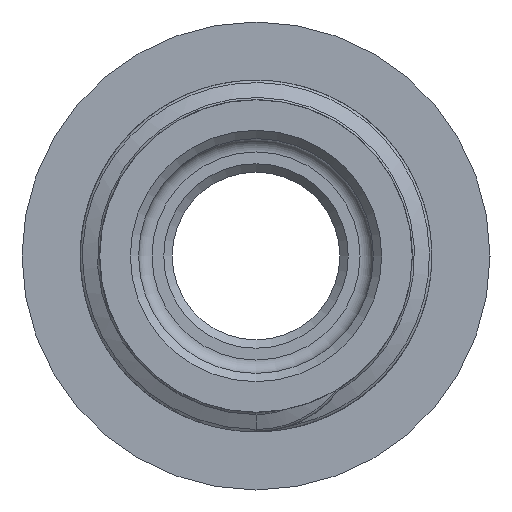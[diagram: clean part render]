
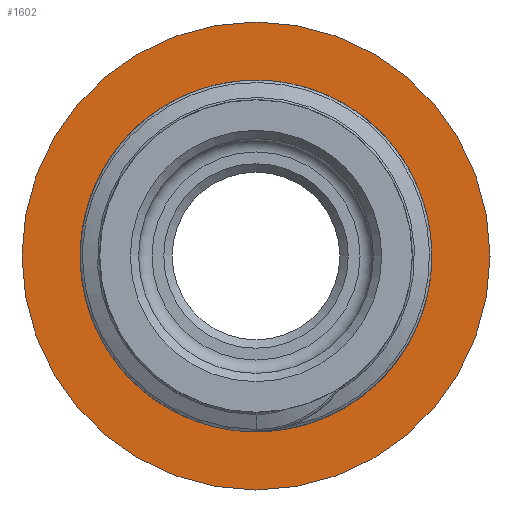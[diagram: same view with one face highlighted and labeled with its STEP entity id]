
A CAD part, front view. The second image highlights one B-rep face of the part: STEP entity #1602.
In plain terms, the highlighted planar face has unit normal (0, -1, 0).
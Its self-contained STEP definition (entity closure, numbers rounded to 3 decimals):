
#1490=CIRCLE('',#11290,10.491);
#1509=CIRCLE('',#11322,13.992);
#1602=ADVANCED_FACE('',(#2541,#2542),#2114,.F.);
#2114=PLANE('',#11324);
#2541=FACE_BOUND('',#2665,.T.);
#2542=FACE_BOUND('',#2666,.T.);
#2665=EDGE_LOOP('',(#4139));
#2666=EDGE_LOOP('',(#4140));
#4139=ORIENTED_EDGE('',*,*,#7929,.F.);
#4140=ORIENTED_EDGE('',*,*,#8078,.F.);
#6925=VERTEX_POINT('',#15158);
#7056=VERTEX_POINT('',#19060);
#7929=EDGE_CURVE('',#6925,#6925,#1490,.T.);
#8078=EDGE_CURVE('',#7056,#7056,#1509,.T.);
#11290=AXIS2_PLACEMENT_3D('',#15157,#12179,#12180);
#11322=AXIS2_PLACEMENT_3D('',#19059,#12303,#12304);
#11324=AXIS2_PLACEMENT_3D('',#19062,#12307,#12308);
#12179=DIRECTION('',(0.,-1.,0.));
#12180=DIRECTION('',(0.,0.,-1.));
#12303=DIRECTION('',(0.,1.,0.));
#12304=DIRECTION('',(1.,0.,0.));
#12307=DIRECTION('',(0.,1.,0.));
#12308=DIRECTION('',(-1.,0.,0.));
#15157=CARTESIAN_POINT('',(29.791,-3.51,0.));
#15158=CARTESIAN_POINT('',(29.791,-3.51,-10.491));
#19059=CARTESIAN_POINT('',(29.791,-3.51,0.));
#19060=CARTESIAN_POINT('',(43.783,-3.51,0.));
#19062=CARTESIAN_POINT('',(29.791,-3.51,-10.531));
